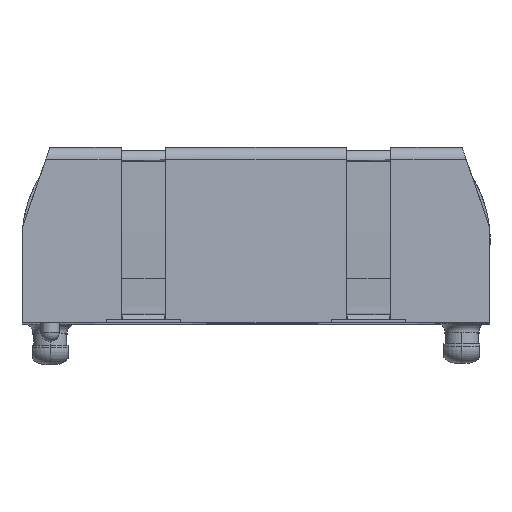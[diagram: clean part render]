
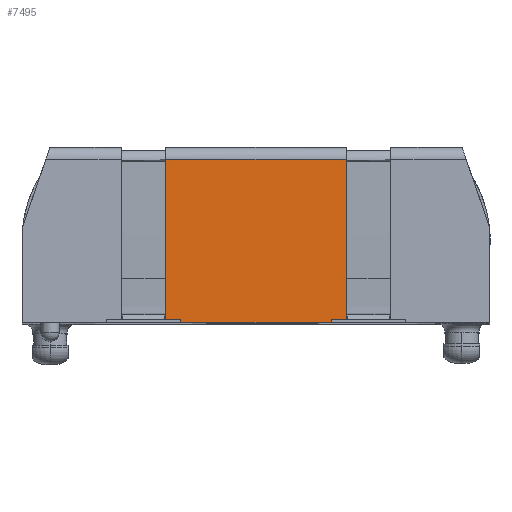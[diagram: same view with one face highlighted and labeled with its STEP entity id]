
A CAD part, top view. The second image highlights one B-rep face of the part: STEP entity #7495.
In plain terms, the highlighted planar face has unit normal (0, 0.018, 1).
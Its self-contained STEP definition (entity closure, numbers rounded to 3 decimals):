
#2304 = EDGE_CURVE ( 'NONE', #2851, #11796, #8469, .T. ) ;
#2522 = EDGE_LOOP ( 'NONE', ( #9206, #17881, #10554, #33599 ) ) ;
#2851 = VERTEX_POINT ( 'NONE', #5210 ) ;
#2854 = CARTESIAN_POINT ( 'NONE',  ( 7.57, -6.497, 40.855 ) ) ;
#2902 = CARTESIAN_POINT ( 'NONE',  ( -2.641, 2.777, 40.693 ) ) ;
#3743 = CARTESIAN_POINT ( 'NONE',  ( -17.606, -12.811, 40.965 ) ) ;
#5050 = CARTESIAN_POINT ( 'NONE',  ( 7.57, 2.777, 40.693 ) ) ;
#5210 = CARTESIAN_POINT ( 'NONE',  ( -7.746, -11.134, 40.936 ) ) ;
#5535 = CARTESIAN_POINT ( 'NONE',  ( 7.57, 2.777, 40.693 ) ) ;
#6370 = PLANE ( 'NONE',  #8913 ) ;
#7495 = ADVANCED_FACE ( 'NONE', ( #14937 ), #6370, .T. ) ;
#8173 = CARTESIAN_POINT ( 'NONE',  ( -7.746, 2.777, 40.693 ) ) ;
#8310 = EDGE_CURVE ( 'NONE', #12026, #32716, #13579, .T. ) ;
#8433 = CARTESIAN_POINT ( 'NONE',  ( -7.746, 2.777, 40.693 ) ) ;
#8469 = B_SPLINE_CURVE_WITH_KNOTS ( 'NONE', 3,
 ( #33278, #12356, #14955, #17595 ),
 .UNSPECIFIED., .F., .F.,
 ( 4, 4 ),
 ( 0., 1. ),
 .UNSPECIFIED. ) ;
#8913 = AXIS2_PLACEMENT_3D ( 'NONE', #3743, #32098, #8991 ) ;
#8991 = DIRECTION ( 'NONE',  ( 1., 0., 0. ) ) ;
#9206 = ORIENTED_EDGE ( 'NONE', *, *, #24248, .T. ) ;
#10554 = ORIENTED_EDGE ( 'NONE', *, *, #33283, .T. ) ;
#10731 = CARTESIAN_POINT ( 'NONE',  ( 7.57, -1.86, 40.774 ) ) ;
#11796 = VERTEX_POINT ( 'NONE', #21666 ) ;
#12026 = VERTEX_POINT ( 'NONE', #5050 ) ;
#12356 = CARTESIAN_POINT ( 'NONE',  ( -2.641, -11.134, 40.936 ) ) ;
#13579 = B_SPLINE_CURVE_WITH_KNOTS ( 'NONE', 3,
 ( #5535, #21198, #2902, #23815 ),
 .UNSPECIFIED., .F., .F.,
 ( 4, 4 ),
 ( 0., 1. ),
 .UNSPECIFIED. ) ;
#13594 = CARTESIAN_POINT ( 'NONE',  ( -7.746, -1.86, 40.774 ) ) ;
#13699 = CARTESIAN_POINT ( 'NONE',  ( -7.746, -11.134, 40.936 ) ) ;
#14937 = FACE_OUTER_BOUND ( 'NONE', #2522, .T. ) ;
#14955 = CARTESIAN_POINT ( 'NONE',  ( 2.465, -11.134, 40.936 ) ) ;
#17595 = CARTESIAN_POINT ( 'NONE',  ( 7.57, -11.134, 40.936 ) ) ;
#17881 = ORIENTED_EDGE ( 'NONE', *, *, #2304, .T. ) ;
#20848 = B_SPLINE_CURVE_WITH_KNOTS ( 'NONE', 3,
 ( #8433, #13594, #29360, #13699 ),
 .UNSPECIFIED., .F., .F.,
 ( 4, 4 ),
 ( 0., 1. ),
 .UNSPECIFIED. ) ;
#21198 = CARTESIAN_POINT ( 'NONE',  ( 2.465, 2.777, 40.693 ) ) ;
#21666 = CARTESIAN_POINT ( 'NONE',  ( 7.57, -11.134, 40.936 ) ) ;
#23815 = CARTESIAN_POINT ( 'NONE',  ( -7.746, 2.777, 40.693 ) ) ;
#24248 = EDGE_CURVE ( 'NONE', #32716, #2851, #20848, .T. ) ;
#25376 = B_SPLINE_CURVE_WITH_KNOTS ( 'NONE', 3,
 ( #26308, #2854, #10731, #29036 ),
 .UNSPECIFIED., .F., .F.,
 ( 4, 4 ),
 ( 0., 1. ),
 .UNSPECIFIED. ) ;
#26308 = CARTESIAN_POINT ( 'NONE',  ( 7.57, -11.134, 40.936 ) ) ;
#29036 = CARTESIAN_POINT ( 'NONE',  ( 7.57, 2.777, 40.693 ) ) ;
#29360 = CARTESIAN_POINT ( 'NONE',  ( -7.746, -6.497, 40.855 ) ) ;
#32098 = DIRECTION ( 'NONE',  ( 0., 0.017, 1. ) ) ;
#32716 = VERTEX_POINT ( 'NONE', #8173 ) ;
#33278 = CARTESIAN_POINT ( 'NONE',  ( -7.746, -11.134, 40.936 ) ) ;
#33283 = EDGE_CURVE ( 'NONE', #11796, #12026, #25376, .T. ) ;
#33599 = ORIENTED_EDGE ( 'NONE', *, *, #8310, .T. ) ;
